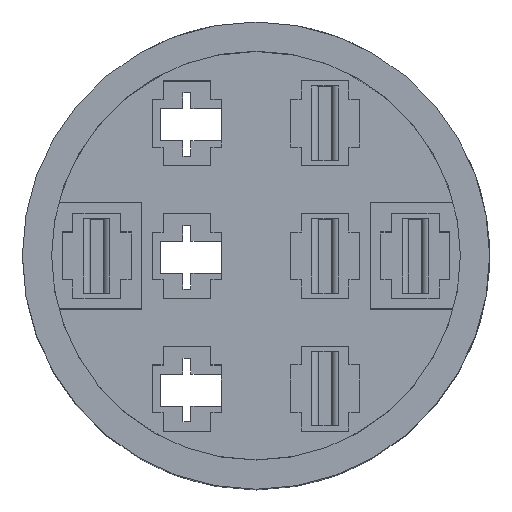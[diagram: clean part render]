
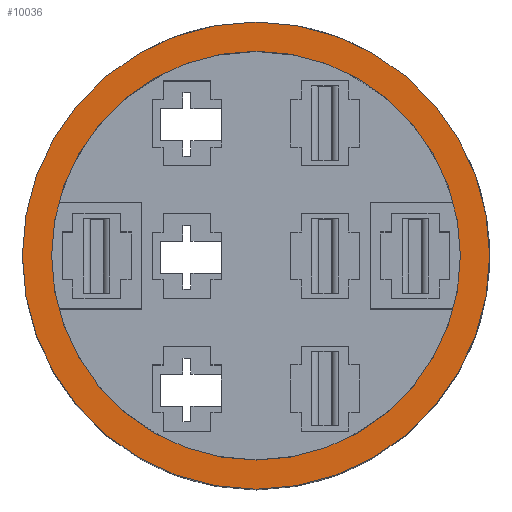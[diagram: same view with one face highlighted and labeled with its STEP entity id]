
A CAD part, top view. The second image highlights one B-rep face of the part: STEP entity #10036.
In plain terms, the highlighted planar face has unit normal (0, 0, 1).
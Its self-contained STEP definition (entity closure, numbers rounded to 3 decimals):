
#277=FACE_BOUND('',#1294,.T.);
#758=FACE_OUTER_BOUND('',#1293,.T.);
#1293=EDGE_LOOP('',(#9141));
#1294=EDGE_LOOP('',(#9142));
#1349=CIRCLE('',#10326,8.8);
#1363=CIRCLE('',#10353,7.7);
#4480=VERTEX_POINT('',#14922);
#4514=VERTEX_POINT('',#15017);
#5674=EDGE_CURVE('',#4480,#4480,#1349,.T.);
#5722=EDGE_CURVE('',#4514,#4514,#1363,.T.);
#9141=ORIENTED_EDGE('',*,*,#5674,.F.);
#9142=ORIENTED_EDGE('',*,*,#5722,.T.);
#9547=PLANE('',#10568);
#10036=ADVANCED_FACE('',(#758,#277),#9547,.T.);
#10326=AXIS2_PLACEMENT_3D('',#14923,#11863,#11864);
#10353=AXIS2_PLACEMENT_3D('',#15018,#11951,#11952);
#10568=AXIS2_PLACEMENT_3D('',#16488,#12870,#12871);
#11863=DIRECTION('center_axis',(0.,0.,
-1.));
#11864=DIRECTION('ref_axis',(0.,-1.,0.));
#11951=DIRECTION('center_axis',(0.,0.,
-1.));
#11952=DIRECTION('ref_axis',(0.,-1.,0.));
#12870=DIRECTION('center_axis',(0.,0.,
1.));
#12871=DIRECTION('ref_axis',(-1.,0.,0.));
#14922=CARTESIAN_POINT('',(0.,8.8,16.));
#14923=CARTESIAN_POINT('Origin',(0.,0.,
16.));
#15017=CARTESIAN_POINT('',(0.,7.7,16.));
#15018=CARTESIAN_POINT('Origin',(0.,0.,
16.));
#16488=CARTESIAN_POINT('Origin',(0.,0.,
16.));
